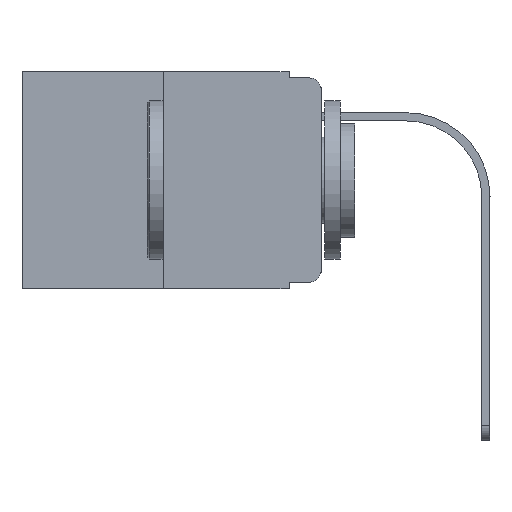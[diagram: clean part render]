
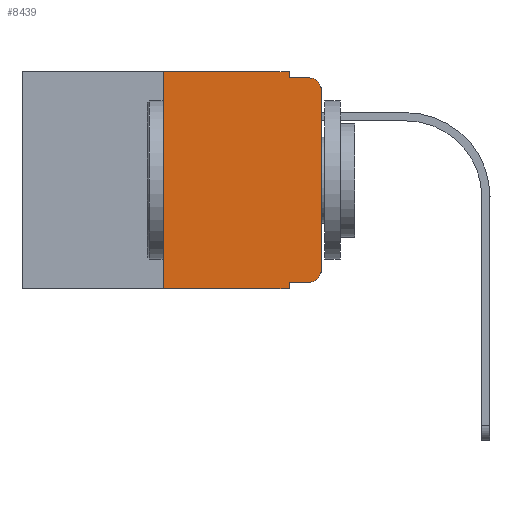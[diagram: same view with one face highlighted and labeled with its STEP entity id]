
A CAD part, left-side view. The second image highlights one B-rep face of the part: STEP entity #8439.
In plain terms, the highlighted planar face has unit normal (-1, 0, 0).
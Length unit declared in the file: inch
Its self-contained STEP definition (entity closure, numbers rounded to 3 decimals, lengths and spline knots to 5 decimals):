
#119 = LINE ( 'NONE', #2944, #10744 ) ;
#184 = CARTESIAN_POINT ( 'NONE',  ( 0., 0.051, -0.333 ) ) ;
#242 = DIRECTION ( 'NONE',  ( 0., 0., 1. ) ) ;
#287 = CARTESIAN_POINT ( 'NONE',  ( 0., 0.25, 0. ) ) ;
#452 = CARTESIAN_POINT ( 'NONE',  ( 0., 0.473, -0.343 ) ) ;
#590 = ORIENTED_EDGE ( 'NONE', *, *, #3439, .F. ) ;
#600 = ORIENTED_EDGE ( 'NONE', *, *, #2629, .F. ) ;
#704 = DIRECTION ( 'NONE',  ( 0., 0., -1. ) ) ;
#776 = CARTESIAN_POINT ( 'NONE',  ( 0., 0.051, -0.333 ) ) ;
#848 = DIRECTION ( 'NONE',  ( -1., 0., 0. ) ) ;
#872 = EDGE_CURVE ( 'NONE', #8681, #2821, #2904, .T. ) ;
#880 = ORIENTED_EDGE ( 'NONE', *, *, #7143, .T. ) ;
#898 = VERTEX_POINT ( 'NONE', #9237 ) ;
#999 = ORIENTED_EDGE ( 'NONE', *, *, #872, .T. ) ;
#1169 = VECTOR ( 'NONE', #11191, 39.37008 ) ;
#1374 = LINE ( 'NONE', #6655, #9133 ) ;
#1621 = EDGE_LOOP ( 'NONE', ( #999, #880, #8472, #1997, #6480, #590, #8281, #600, #1749, #4652 ) ) ;
#1749 = ORIENTED_EDGE ( 'NONE', *, *, #4262, .T. ) ;
#1972 = AXIS2_PLACEMENT_3D ( 'NONE', #7918, #848, #7981 ) ;
#1997 = ORIENTED_EDGE ( 'NONE', *, *, #9959, .F. ) ;
#2012 = LINE ( 'NONE', #4651, #8677 ) ;
#2055 = DIRECTION ( 'NONE',  ( 0., -1., 0. ) ) ;
#2196 = CARTESIAN_POINT ( 'NONE',  ( 0., 0.051, 0. ) ) ;
#2228 = CARTESIAN_POINT ( 'NONE',  ( 0., 0.02, -0.333 ) ) ;
#2629 = EDGE_CURVE ( 'NONE', #8638, #2891, #2012, .T. ) ;
#2821 = VERTEX_POINT ( 'NONE', #8807 ) ;
#2891 = VERTEX_POINT ( 'NONE', #9822 ) ;
#2904 = LINE ( 'NONE', #10963, #9819 ) ;
#2944 = CARTESIAN_POINT ( 'NONE',  ( 0., 0.473, 0. ) ) ;
#3385 = CARTESIAN_POINT ( 'NONE',  ( 0., 0.473, 0. ) ) ;
#3439 = EDGE_CURVE ( 'NONE', #4345, #4490, #5503, .T. ) ;
#3450 = FACE_OUTER_BOUND ( 'NONE', #1621, .T. ) ;
#3614 = DIRECTION ( 'NONE',  ( 1., 0., 0. ) ) ;
#4017 = EDGE_CURVE ( 'NONE', #4345, #2891, #6838, .T. ) ;
#4197 = CARTESIAN_POINT ( 'NONE',  ( 0., 0., -0.313 ) ) ;
#4262 = EDGE_CURVE ( 'NONE', #8638, #8996, #8727, .T. ) ;
#4322 = VERTEX_POINT ( 'NONE', #8658 ) ;
#4345 = VERTEX_POINT ( 'NONE', #6980 ) ;
#4420 = CIRCLE ( 'NONE', #1972, 0.02 ) ;
#4490 = VERTEX_POINT ( 'NONE', #287 ) ;
#4607 = VERTEX_POINT ( 'NONE', #5892 ) ;
#4651 = CARTESIAN_POINT ( 'NONE',  ( 0., 0.051, 0. ) ) ;
#4652 = ORIENTED_EDGE ( 'NONE', *, *, #5212, .T. ) ;
#4867 = EDGE_CURVE ( 'NONE', #4490, #4322, #119, .T. ) ;
#5212 = EDGE_CURVE ( 'NONE', #8996, #8681, #4420, .T. ) ;
#5498 = VECTOR ( 'NONE', #8601, 39.37008 ) ;
#5503 = LINE ( 'NONE', #9091, #7582 ) ;
#5563 = AXIS2_PLACEMENT_3D ( 'NONE', #7719, #6970, #7959 ) ;
#5835 = AXIS2_PLACEMENT_3D ( 'NONE', #3385, #3614, #704 ) ;
#5892 = CARTESIAN_POINT ( 'NONE',  ( 0., 0.02, -0.01 ) ) ;
#6105 = VECTOR ( 'NONE', #9401, 39.37008 ) ;
#6480 = ORIENTED_EDGE ( 'NONE', *, *, #4867, .F. ) ;
#6655 = CARTESIAN_POINT ( 'NONE',  ( 0., 0.051, -0.01 ) ) ;
#6838 = LINE ( 'NONE', #452, #6105 ) ;
#6970 = DIRECTION ( 'NONE',  ( -1., 0., 0. ) ) ;
#6980 = CARTESIAN_POINT ( 'NONE',  ( 0., 0.25, -0.343 ) ) ;
#7029 = PLANE ( 'NONE',  #5835 ) ;
#7143 = EDGE_CURVE ( 'NONE', #2821, #4607, #11337, .T. ) ;
#7582 = VECTOR ( 'NONE', #8974, 39.37008 ) ;
#7719 = CARTESIAN_POINT ( 'NONE',  ( 0., 0.02, -0.03 ) ) ;
#7841 = EDGE_CURVE ( 'NONE', #898, #4607, #1374, .T. ) ;
#7918 = CARTESIAN_POINT ( 'NONE',  ( 0., 0.02, -0.313 ) ) ;
#7959 = DIRECTION ( 'NONE',  ( 0., 0., -1. ) ) ;
#7981 = DIRECTION ( 'NONE',  ( 0., 0., -1. ) ) ;
#8279 = DIRECTION ( 'NONE',  ( 0., 0., -1. ) ) ;
#8281 = ORIENTED_EDGE ( 'NONE', *, *, #4017, .T. ) ;
#8439 = ADVANCED_FACE ( 'NONE', ( #3450 ), #7029, .F. ) ;
#8472 = ORIENTED_EDGE ( 'NONE', *, *, #7841, .F. ) ;
#8601 = DIRECTION ( 'NONE',  ( 0., -1., 0. ) ) ;
#8638 = VERTEX_POINT ( 'NONE', #184 ) ;
#8658 = CARTESIAN_POINT ( 'NONE',  ( 0., 0.051, 0. ) ) ;
#8677 = VECTOR ( 'NONE', #8279, 39.37008 ) ;
#8681 = VERTEX_POINT ( 'NONE', #4197 ) ;
#8727 = LINE ( 'NONE', #776, #5498 ) ;
#8807 = CARTESIAN_POINT ( 'NONE',  ( 0., 0., -0.03 ) ) ;
#8974 = DIRECTION ( 'NONE',  ( 0., 0., 1. ) ) ;
#8996 = VERTEX_POINT ( 'NONE', #2228 ) ;
#9091 = CARTESIAN_POINT ( 'NONE',  ( 0., 0.25, 0. ) ) ;
#9133 = VECTOR ( 'NONE', #2055, 39.37008 ) ;
#9237 = CARTESIAN_POINT ( 'NONE',  ( 0., 0.051, -0.01 ) ) ;
#9401 = DIRECTION ( 'NONE',  ( 0., -1., 0. ) ) ;
#9819 = VECTOR ( 'NONE', #242, 39.37008 ) ;
#9822 = CARTESIAN_POINT ( 'NONE',  ( 0., 0.051, -0.343 ) ) ;
#9959 = EDGE_CURVE ( 'NONE', #4322, #898, #11141, .T. ) ;
#9973 = DIRECTION ( 'NONE',  ( 0., -1., 0. ) ) ;
#10744 = VECTOR ( 'NONE', #9973, 39.37008 ) ;
#10963 = CARTESIAN_POINT ( 'NONE',  ( 0., 0., 0. ) ) ;
#11141 = LINE ( 'NONE', #2196, #1169 ) ;
#11191 = DIRECTION ( 'NONE',  ( 0., 0., -1. ) ) ;
#11337 = CIRCLE ( 'NONE', #5563, 0.02 ) ;
